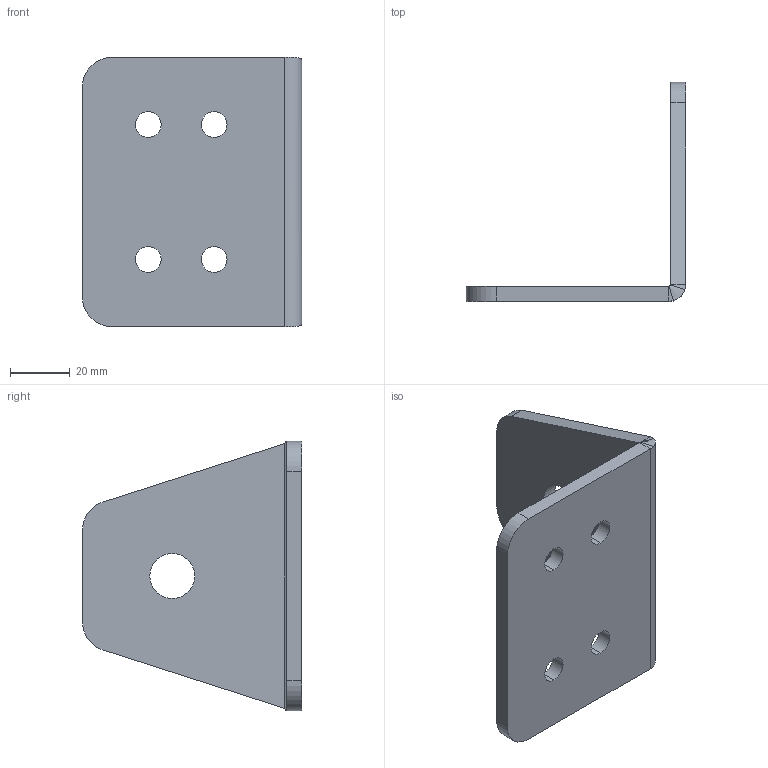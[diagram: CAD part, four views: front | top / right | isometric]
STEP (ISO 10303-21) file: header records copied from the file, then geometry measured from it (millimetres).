
FILE_DESCRIPTION (( 'STEP AP214' ), '1' );
FILE_NAME ('motor_mafsal_baglantisi.STEP', '2025-02-15T23:17:26', ( '' ), ( '' ), 'SwSTEP 2.0', 'SolidWorks 2025', '' );
FILE_SCHEMA (( 'AUTOMOTIVE_DESIGN' ));
Length unit declared in the file: millimetre
Products named in the file (1): motor_mafsal_baglantisi
Bounding box: 73.19 x 73.19 x 90 mm (x, y, z)
Volume: 52763.2 mm3; surface area: 23929.2 mm2
Topology: 1 solids, 1 shells, 32 faces, 82 edges, 52 vertices
Faces by surface type: cylinder 16, plane 12, bspline 4
Entity records: 1237 total; most frequent: CARTESIAN_POINT 427, ORIENTED_EDGE 164, DIRECTION 158, EDGE_CURVE 82, AXIS2_PLACEMENT_3D 61, VERTEX_POINT 52, EDGE_LOOP 42, VECTOR 36
